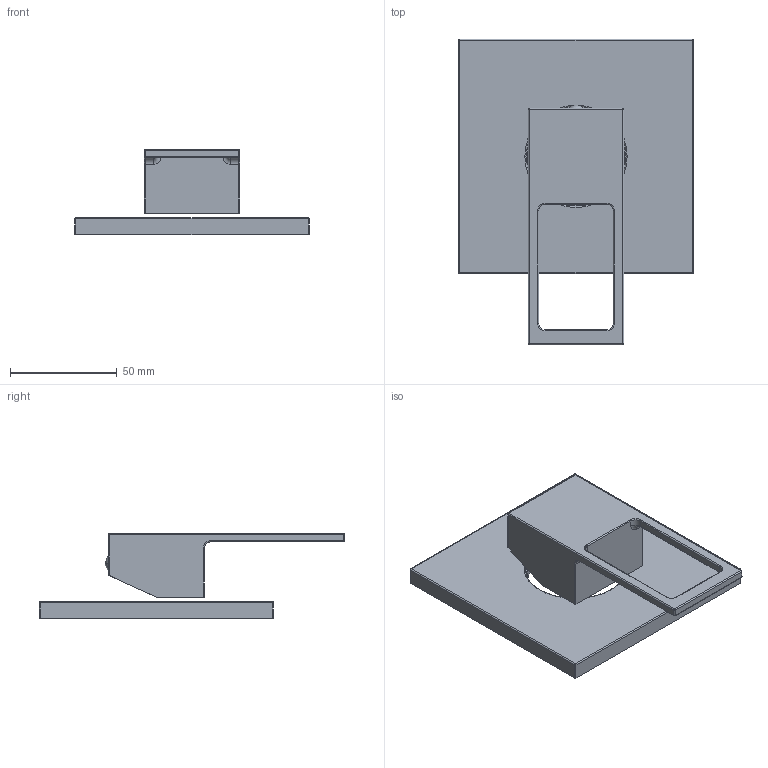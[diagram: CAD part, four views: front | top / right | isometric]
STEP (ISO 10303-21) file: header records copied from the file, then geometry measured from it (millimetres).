
FILE_DESCRIPTION((''),'2;1');
FILE_NAME('EF010CREST','2021-11-04T09:28:47',('ut3'),('PAFFONI SpA'),'CREO PARAMETRIC BY PTC INC, 2020044','CREO PARAMETRIC BY PTC INC, 2020044','');
FILE_SCHEMA(('CONFIG_CONTROL_DESIGN','SHAPE_APPEARANCE_LAYERS_GROUPS'));
Length unit declared in the file: millimetre
Products named in the file (1): EF010CREST
Bounding box: 110 x 143.5 x 40 mm (x, y, z)
Volume: 77798.4 mm3; surface area: 50442.9 mm2
Topology: 2 solids, 3 shells, 210 faces, 484 edges, 289 vertices
Faces by surface type: cylinder 83, plane 81, torus 22, sphere 16, cone 8
Entity records: 7516 total; most frequent: CARTESIAN_POINT 1139, DIRECTION 1076, ORIENTED_EDGE 964, EDGE_CURVE 482, AXIS2_PLACEMENT_3D 405, VERTEX_POINT 289, VECTOR 266, LINE 266
